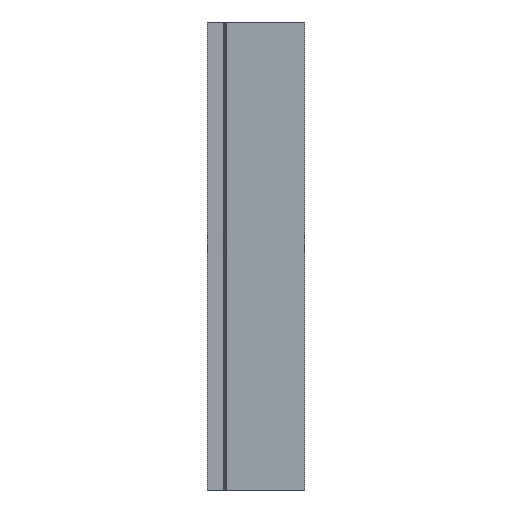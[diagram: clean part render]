
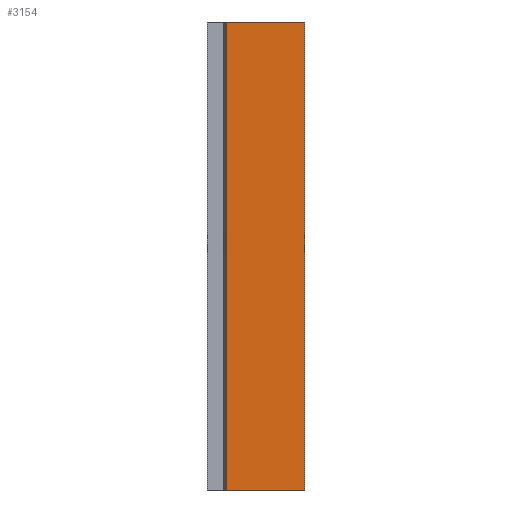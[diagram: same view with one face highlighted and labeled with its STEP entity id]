
A CAD part, left-side view. The second image highlights one B-rep face of the part: STEP entity #3154.
In plain terms, the highlighted planar face has unit normal (-1, 0, 0).
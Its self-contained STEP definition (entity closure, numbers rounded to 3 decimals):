
#77 = CARTESIAN_POINT ( 'NONE',  ( -49., 28.012, 168. ) ) ;
#161 = LINE ( 'NONE', #5579, #707 ) ;
#514 = LINE ( 'NONE', #4492, #6323 ) ;
#702 = VERTEX_POINT ( 'NONE', #5146 ) ;
#707 = VECTOR ( 'NONE', #4028, 1000. ) ;
#722 = DIRECTION ( 'NONE',  ( 1., 0., 0. ) ) ;
#1122 = CARTESIAN_POINT ( 'NONE',  ( -49., 28.012, 168. ) ) ;
#1132 = ORIENTED_EDGE ( 'NONE', *, *, #3477, .T. ) ;
#1137 = DIRECTION ( 'NONE',  ( 0., 0., -1. ) ) ;
#1264 = EDGE_CURVE ( 'NONE', #4364, #2027, #3009, .T. ) ;
#1386 = VECTOR ( 'NONE', #4543, 1000. ) ;
#1458 = EDGE_LOOP ( 'NONE', ( #1132, #5129, #5750, #5268 ) ) ;
#2027 = VERTEX_POINT ( 'NONE', #3868 ) ;
#2192 = EDGE_CURVE ( 'NONE', #2027, #702, #161, .T. ) ;
#2689 = VECTOR ( 'NONE', #1137, 1000. ) ;
#2962 = DIRECTION ( 'NONE',  ( 0., -1., 0. ) ) ;
#3009 = LINE ( 'NONE', #4997, #1386 ) ;
#3154 = ADVANCED_FACE ( 'NONE', ( #5606 ), #3692, .F. ) ;
#3477 = EDGE_CURVE ( 'NONE', #4298, #702, #514, .T. ) ;
#3560 = EDGE_CURVE ( 'NONE', #4364, #4298, #5009, .T. ) ;
#3692 = PLANE ( 'NONE',  #3914 ) ;
#3767 = CARTESIAN_POINT ( 'NONE',  ( -49., 28.012, 0. ) ) ;
#3868 = CARTESIAN_POINT ( 'NONE',  ( -49., 0., 168. ) ) ;
#3914 = AXIS2_PLACEMENT_3D ( 'NONE', #1122, #722, #4668 ) ;
#4028 = DIRECTION ( 'NONE',  ( 0., 0., -1. ) ) ;
#4298 = VERTEX_POINT ( 'NONE', #3767 ) ;
#4364 = VERTEX_POINT ( 'NONE', #6030 ) ;
#4492 = CARTESIAN_POINT ( 'NONE',  ( -49., 28.012, 0. ) ) ;
#4543 = DIRECTION ( 'NONE',  ( 0., -1., 0. ) ) ;
#4668 = DIRECTION ( 'NONE',  ( 0., 1., 0. ) ) ;
#4997 = CARTESIAN_POINT ( 'NONE',  ( -49., 28.012, 168. ) ) ;
#5009 = LINE ( 'NONE', #77, #2689 ) ;
#5129 = ORIENTED_EDGE ( 'NONE', *, *, #2192, .F. ) ;
#5146 = CARTESIAN_POINT ( 'NONE',  ( -49., 0., 0. ) ) ;
#5268 = ORIENTED_EDGE ( 'NONE', *, *, #3560, .T. ) ;
#5579 = CARTESIAN_POINT ( 'NONE',  ( -49., 0., 168. ) ) ;
#5606 = FACE_OUTER_BOUND ( 'NONE', #1458, .T. ) ;
#5750 = ORIENTED_EDGE ( 'NONE', *, *, #1264, .F. ) ;
#6030 = CARTESIAN_POINT ( 'NONE',  ( -49., 28.012, 168. ) ) ;
#6323 = VECTOR ( 'NONE', #2962, 1000. ) ;
